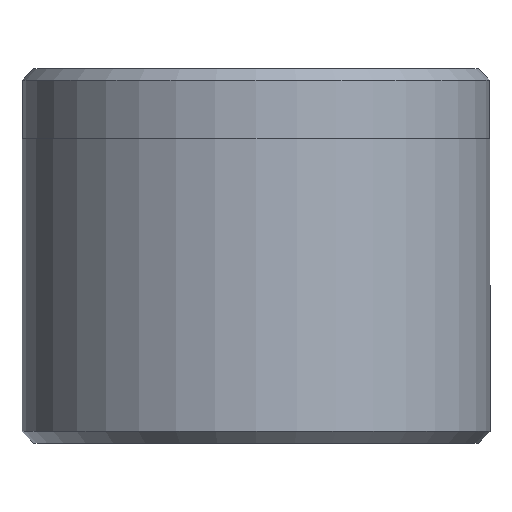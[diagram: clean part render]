
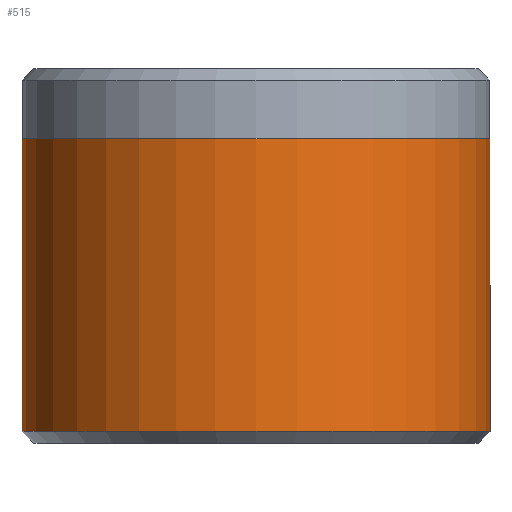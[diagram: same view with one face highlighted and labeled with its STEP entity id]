
A CAD part, front view. The second image highlights one B-rep face of the part: STEP entity #515.
In plain terms, the highlighted cylindrical face has radius 10 mm (diameter 20 mm), a partial arc.
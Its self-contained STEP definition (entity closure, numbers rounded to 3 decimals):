
#7 = EDGE_CURVE ( 'NONE', #1503, #1429, #388, .T. ) ;
#30 = DIRECTION ( 'NONE',  ( 0., 0., -1. ) ) ;
#95 = ORIENTED_EDGE ( 'NONE', *, *, #7, .F. ) ;
#141 = ORIENTED_EDGE ( 'NONE', *, *, #709, .F. ) ;
#201 = ORIENTED_EDGE ( 'NONE', *, *, #1095, .T. ) ;
#282 = CARTESIAN_POINT ( 'NONE',  ( 10., 0., 0.5 ) ) ;
#388 = LINE ( 'NONE', #1477, #1848 ) ;
#515 = ADVANCED_FACE ( 'NONE', ( #1236 ), #814, .T. ) ;
#568 = DIRECTION ( 'NONE',  ( 0., 0., -1. ) ) ;
#600 = CARTESIAN_POINT ( 'NONE',  ( 0., 0., 13. ) ) ;
#683 = CARTESIAN_POINT ( 'NONE',  ( 0., 0., 0.5 ) ) ;
#709 = EDGE_CURVE ( 'NONE', #805, #1503, #1497, .T. ) ;
#748 = DIRECTION ( 'NONE',  ( 1., 0., 0. ) ) ;
#805 = VERTEX_POINT ( 'NONE', #1482 ) ;
#814 = CYLINDRICAL_SURFACE ( 'NONE', #1210, 10. ) ;
#820 = DIRECTION ( 'NONE',  ( 1., 0., 0. ) ) ;
#869 = LINE ( 'NONE', #892, #1638 ) ;
#892 = CARTESIAN_POINT ( 'NONE',  ( -10., 0., 16. ) ) ;
#918 = ORIENTED_EDGE ( 'NONE', *, *, #1789, .T. ) ;
#1016 = CARTESIAN_POINT ( 'NONE',  ( 10., 0., 13. ) ) ;
#1095 = EDGE_CURVE ( 'NONE', #1244, #1429, #1667, .T. ) ;
#1167 = AXIS2_PLACEMENT_3D ( 'NONE', #600, #1598, #748 ) ;
#1210 = AXIS2_PLACEMENT_3D ( 'NONE', #1842, #568, #1286 ) ;
#1236 = FACE_OUTER_BOUND ( 'NONE', #1403, .T. ) ;
#1244 = VERTEX_POINT ( 'NONE', #1601 ) ;
#1286 = DIRECTION ( 'NONE',  ( -1., 0., 0. ) ) ;
#1403 = EDGE_LOOP ( 'NONE', ( #95, #141, #918, #201 ) ) ;
#1429 = VERTEX_POINT ( 'NONE', #282 ) ;
#1442 = DIRECTION ( 'NONE',  ( 0., 0., -1. ) ) ;
#1477 = CARTESIAN_POINT ( 'NONE',  ( 10., 0., 16. ) ) ;
#1482 = CARTESIAN_POINT ( 'NONE',  ( -10., 0., 13. ) ) ;
#1497 = CIRCLE ( 'NONE', #1167, 10. ) ;
#1503 = VERTEX_POINT ( 'NONE', #1016 ) ;
#1598 = DIRECTION ( 'NONE',  ( 0., 0., 1. ) ) ;
#1601 = CARTESIAN_POINT ( 'NONE',  ( -10., 0., 0.5 ) ) ;
#1618 = AXIS2_PLACEMENT_3D ( 'NONE', #683, #1675, #820 ) ;
#1638 = VECTOR ( 'NONE', #30, 1000. ) ;
#1667 = CIRCLE ( 'NONE', #1618, 10. ) ;
#1675 = DIRECTION ( 'NONE',  ( 0., 0., 1. ) ) ;
#1789 = EDGE_CURVE ( 'NONE', #805, #1244, #869, .T. ) ;
#1842 = CARTESIAN_POINT ( 'NONE',  ( 0., 0., 16. ) ) ;
#1848 = VECTOR ( 'NONE', #1442, 1000. ) ;
